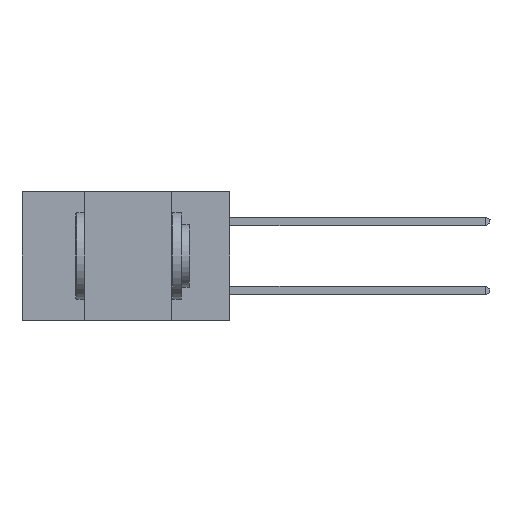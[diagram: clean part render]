
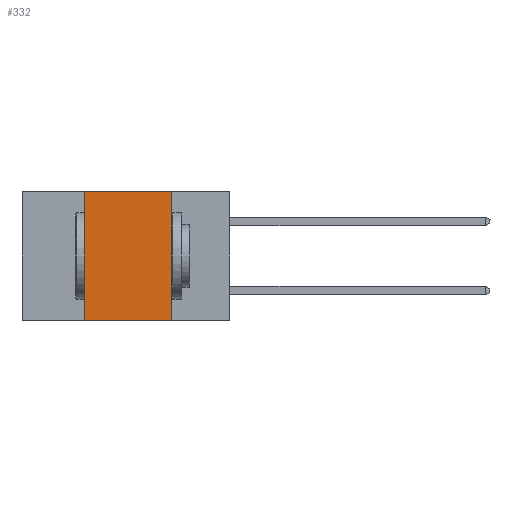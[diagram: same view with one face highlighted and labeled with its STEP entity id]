
A CAD part, left-side view. The second image highlights one B-rep face of the part: STEP entity #332.
In plain terms, the highlighted planar face has unit normal (-1, 0, 0).
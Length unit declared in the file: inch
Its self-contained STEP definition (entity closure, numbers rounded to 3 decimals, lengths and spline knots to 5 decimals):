
#137 = EDGE_LOOP ( 'NONE', ( #2337, #3184, #7815, #9342 ) ) ;
#156 = AXIS2_PLACEMENT_3D ( 'NONE', #3394, #4522, #3175 ) ;
#332 = ADVANCED_FACE ( 'NONE', ( #13608 ), #6484, .F. ) ;
#578 = CARTESIAN_POINT ( 'NONE',  ( 0., 0.42, -0.37 ) ) ;
#1392 = DIRECTION ( 'NONE',  ( 0., 0., -1. ) ) ;
#1546 = VERTEX_POINT ( 'NONE', #7407 ) ;
#1548 = EDGE_CURVE ( 'NONE', #2992, #1546, #9449, .T. ) ;
#1723 = VECTOR ( 'NONE', #9681, 39.37008 ) ;
#2323 = LINE ( 'NONE', #6896, #4838 ) ;
#2337 = ORIENTED_EDGE ( 'NONE', *, *, #13207, .F. ) ;
#2992 = VERTEX_POINT ( 'NONE', #8838 ) ;
#3175 = DIRECTION ( 'NONE',  ( 0., 0., -1. ) ) ;
#3184 = ORIENTED_EDGE ( 'NONE', *, *, #11017, .F. ) ;
#3394 = CARTESIAN_POINT ( 'NONE',  ( 0., 0.6, 0. ) ) ;
#4301 = EDGE_CURVE ( 'NONE', #2992, #11719, #6079, .T. ) ;
#4522 = DIRECTION ( 'NONE',  ( 1., 0., 0. ) ) ;
#4838 = VECTOR ( 'NONE', #8108, 39.37008 ) ;
#6079 = LINE ( 'NONE', #9380, #1723 ) ;
#6484 = PLANE ( 'NONE',  #156 ) ;
#6875 = CARTESIAN_POINT ( 'NONE',  ( 0., 0.17, -0.37 ) ) ;
#6896 = CARTESIAN_POINT ( 'NONE',  ( 0., 0.6, 0. ) ) ;
#7407 = CARTESIAN_POINT ( 'NONE',  ( 0., 0.42, 0. ) ) ;
#7737 = CARTESIAN_POINT ( 'NONE',  ( 0., 0.17, 0. ) ) ;
#7815 = ORIENTED_EDGE ( 'NONE', *, *, #1548, .F. ) ;
#8108 = DIRECTION ( 'NONE',  ( 0., -1., 0. ) ) ;
#8838 = CARTESIAN_POINT ( 'NONE',  ( 0., 0.42, -0.37 ) ) ;
#9342 = ORIENTED_EDGE ( 'NONE', *, *, #4301, .T. ) ;
#9380 = CARTESIAN_POINT ( 'NONE',  ( 0., 0.6, -0.37 ) ) ;
#9449 = LINE ( 'NONE', #578, #14569 ) ;
#9681 = DIRECTION ( 'NONE',  ( 0., -1., 0. ) ) ;
#10321 = LINE ( 'NONE', #6875, #13937 ) ;
#11017 = EDGE_CURVE ( 'NONE', #1546, #12175, #2323, .T. ) ;
#11719 = VERTEX_POINT ( 'NONE', #13672 ) ;
#12175 = VERTEX_POINT ( 'NONE', #7737 ) ;
#13207 = EDGE_CURVE ( 'NONE', #12175, #11719, #10321, .T. ) ;
#13608 = FACE_OUTER_BOUND ( 'NONE', #137, .T. ) ;
#13672 = CARTESIAN_POINT ( 'NONE',  ( 0., 0.17, -0.37 ) ) ;
#13937 = VECTOR ( 'NONE', #1392, 39.37008 ) ;
#14151 = DIRECTION ( 'NONE',  ( 0., 0., 1. ) ) ;
#14569 = VECTOR ( 'NONE', #14151, 39.37008 ) ;
